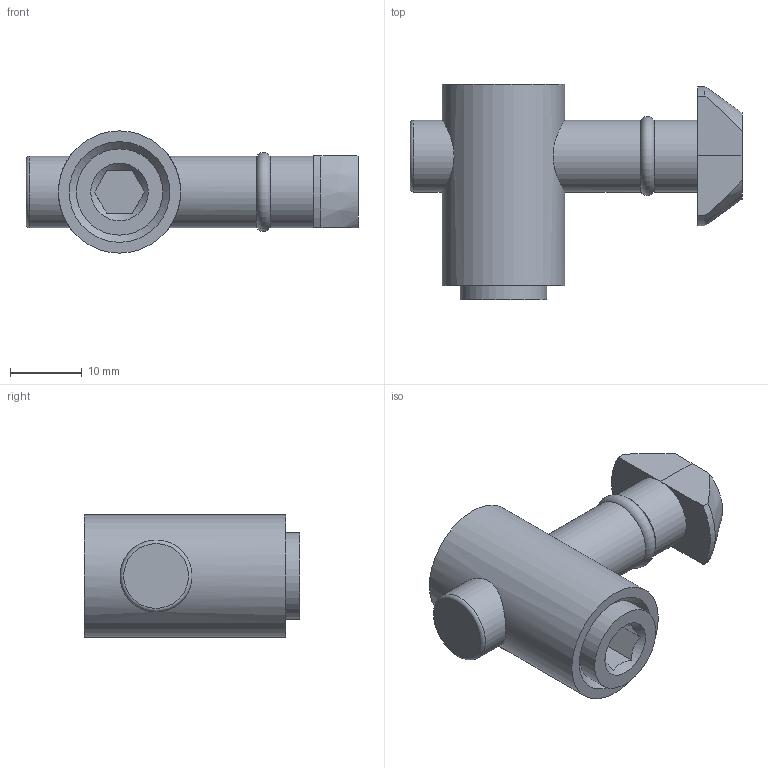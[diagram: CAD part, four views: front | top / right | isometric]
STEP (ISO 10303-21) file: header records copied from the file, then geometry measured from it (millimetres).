
FILE_DESCRIPTION((''),'2;1');
FILE_NAME('AR3076 łącznik szybkomocujący 0.stp','2016-04-22T09:44:30',('Konstruktor II'),(''),'Autodesk Inventor 2013','Autodesk Inventor 2013','');
FILE_SCHEMA(('AUTOMOTIVE_DESIGN { 1 0 10303 214 1 1 1 1 }'));
Length unit declared in the file: millimetre
Products named in the file (4): AR3076 łącznik szybkomocujący 0; AR3076 łącznik szybkomocujący 0 I; AR3076 łącznik szybkomocujący 0 II; AR3076 łącznik szybkomocujący 0 III
Assembly tree (3 placements, depth 2):
  AR3076 łącznik szybkomocujący 0
    AR3076 łącznik szybkomocujący 0 I
    AR3076 łącznik szybkomocujący 0 II
    AR3076 łącznik szybkomocujący 0 III
Bounding box: 46.15 x 30 x 17 mm (x, y, z)
Volume: 7868.3 mm3; surface area: 5408.1 mm2
Topology: 3 solids, 3 shells, 39 faces, 89 edges, 58 vertices
Faces by surface type: plane 22, cylinder 9, cone 5, torus 2, bspline 1
Full cylindrical faces by diameter (mm): 10 x4, 12 x2, 17 x1
Entity records: 1332 total; most frequent: CARTESIAN_POINT 454, DIRECTION 165, ORIENTED_EDGE 134, AXIS2_PLACEMENT_3D 69, EDGE_CURVE 67, EDGE_LOOP 61, VERTEX_POINT 50, FACE_OUTER_BOUND 39
